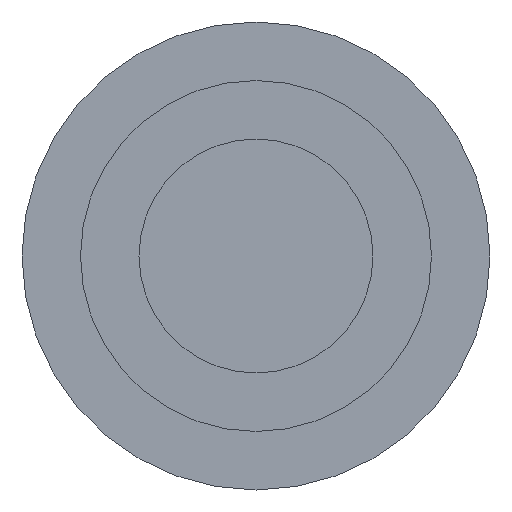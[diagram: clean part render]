
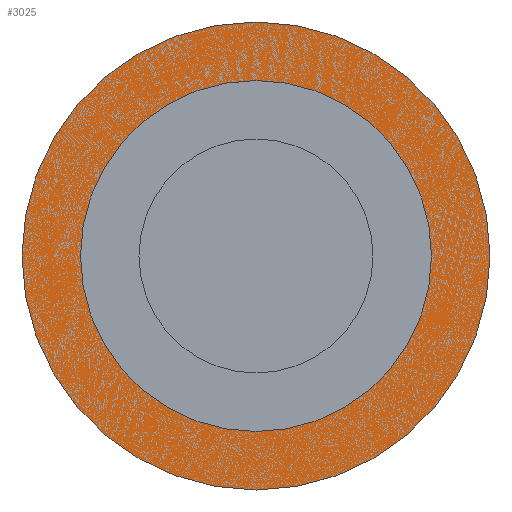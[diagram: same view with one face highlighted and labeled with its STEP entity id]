
A CAD part, left-side view. The second image highlights one B-rep face of the part: STEP entity #3025.
In plain terms, the highlighted planar face has unit normal (-1, 0, 0).
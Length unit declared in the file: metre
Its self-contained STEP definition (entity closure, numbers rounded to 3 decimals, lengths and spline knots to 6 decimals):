
#2941 = EDGE_CURVE('',#2942,#2942,#2944,.T.);
#2942 = VERTEX_POINT('',#2943);
#2943 = CARTESIAN_POINT('',(2200.,0.,-450.));
#2944 = SURFACE_CURVE('',#2945,(#2950,#2962),.PCURVE_S1.);
#2945 = CIRCLE('',#2946,450.);
#2946 = AXIS2_PLACEMENT_3D('',#2947,#2948,#2949);
#2947 = CARTESIAN_POINT('',(2200.,0.,0.));
#2948 = DIRECTION('',(1.,-0.,0.));
#2949 = DIRECTION('',(0.,0.,-1.));
#2950 = PCURVE('',#2951,#2956);
#2951 = CYLINDRICAL_SURFACE('',#2952,450.);
#2952 = AXIS2_PLACEMENT_3D('',#2953,#2954,#2955);
#2953 = CARTESIAN_POINT('',(800.,0.,0.));
#2954 = DIRECTION('',(1.,0.,0.));
#2955 = DIRECTION('',(0.,0.,-1.));
#2956 = DEFINITIONAL_REPRESENTATION('',(#2957),#2961);
#2957 = LINE('',#2958,#2959);
#2958 = CARTESIAN_POINT('',(0.,1400.));
#2959 = VECTOR('',#2960,1.);
#2960 = DIRECTION('',(1.,0.));
#2961 = ( GEOMETRIC_REPRESENTATION_CONTEXT(2) 
PARAMETRIC_REPRESENTATION_CONTEXT() REPRESENTATION_CONTEXT('2D SPACE',''
  ) );
#2962 = PCURVE('',#2963,#2968);
#2963 = PLANE('',#2964);
#2964 = AXIS2_PLACEMENT_3D('',#2965,#2966,#2967);
#2965 = CARTESIAN_POINT('',(2200.,0.,0.));
#2966 = DIRECTION('',(1.,0.,0.));
#2967 = DIRECTION('',(0.,0.,-1.));
#2968 = DEFINITIONAL_REPRESENTATION('',(#2969),#2973);
#2969 = CIRCLE('',#2970,450.);
#2970 = AXIS2_PLACEMENT_2D('',#2971,#2972);
#2971 = CARTESIAN_POINT('',(0.,0.));
#2972 = DIRECTION('',(1.,0.));
#2973 = ( GEOMETRIC_REPRESENTATION_CONTEXT(2) 
PARAMETRIC_REPRESENTATION_CONTEXT() REPRESENTATION_CONTEXT('2D SPACE',''
  ) );
#3025 = ADVANCED_FACE('',(#3026,#3057),#2963,.F.);
#3026 = FACE_BOUND('',#3027,.F.);
#3027 = EDGE_LOOP('',(#3028));
#3028 = ORIENTED_EDGE('',*,*,#3029,.T.);
#3029 = EDGE_CURVE('',#3030,#3030,#3032,.T.);
#3030 = VERTEX_POINT('',#3031);
#3031 = CARTESIAN_POINT('',(2200.,0.,-600.));
#3032 = SURFACE_CURVE('',#3033,(#3038,#3045),.PCURVE_S1.);
#3033 = CIRCLE('',#3034,600.);
#3034 = AXIS2_PLACEMENT_3D('',#3035,#3036,#3037);
#3035 = CARTESIAN_POINT('',(2200.,0.,0.));
#3036 = DIRECTION('',(1.,-0.,0.));
#3037 = DIRECTION('',(0.,0.,-1.));
#3038 = PCURVE('',#2963,#3039);
#3039 = DEFINITIONAL_REPRESENTATION('',(#3040),#3044);
#3040 = CIRCLE('',#3041,600.);
#3041 = AXIS2_PLACEMENT_2D('',#3042,#3043);
#3042 = CARTESIAN_POINT('',(0.,0.));
#3043 = DIRECTION('',(1.,0.));
#3044 = ( GEOMETRIC_REPRESENTATION_CONTEXT(2) 
PARAMETRIC_REPRESENTATION_CONTEXT() REPRESENTATION_CONTEXT('2D SPACE',''
  ) );
#3045 = PCURVE('',#3046,#3051);
#3046 = CYLINDRICAL_SURFACE('',#3047,600.);
#3047 = AXIS2_PLACEMENT_3D('',#3048,#3049,#3050);
#3048 = CARTESIAN_POINT('',(2200.,0.,0.));
#3049 = DIRECTION('',(1.,0.,0.));
#3050 = DIRECTION('',(0.,0.,-1.));
#3051 = DEFINITIONAL_REPRESENTATION('',(#3052),#3056);
#3052 = LINE('',#3053,#3054);
#3053 = CARTESIAN_POINT('',(0.,0.));
#3054 = VECTOR('',#3055,1.);
#3055 = DIRECTION('',(1.,0.));
#3056 = ( GEOMETRIC_REPRESENTATION_CONTEXT(2) 
PARAMETRIC_REPRESENTATION_CONTEXT() REPRESENTATION_CONTEXT('2D SPACE',''
  ) );
#3057 = FACE_BOUND('',#3058,.F.);
#3058 = EDGE_LOOP('',(#3059));
#3059 = ORIENTED_EDGE('',*,*,#2941,.F.);
